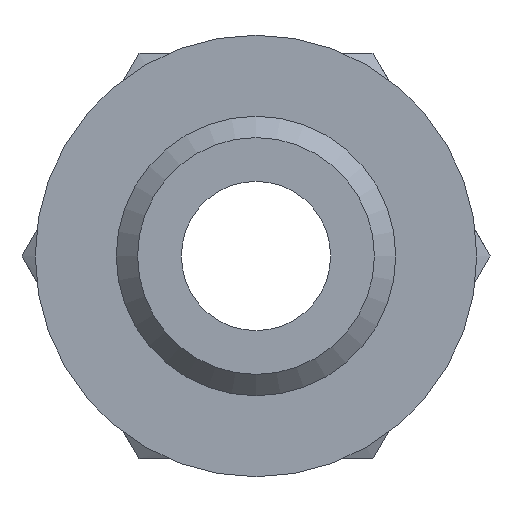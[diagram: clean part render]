
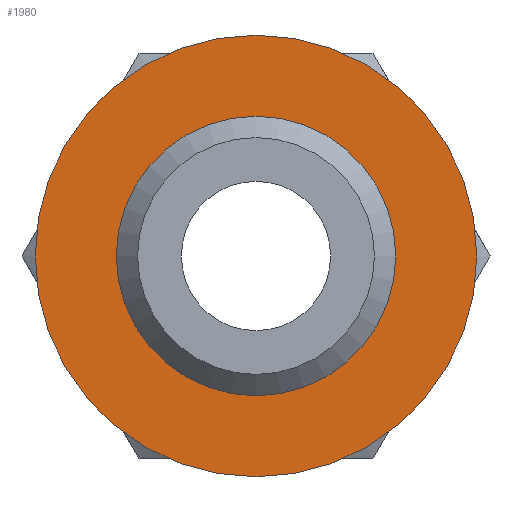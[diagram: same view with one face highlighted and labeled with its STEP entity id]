
A CAD part, front view. The second image highlights one B-rep face of the part: STEP entity #1980.
In plain terms, the highlighted planar face has unit normal (0, -1, 0).
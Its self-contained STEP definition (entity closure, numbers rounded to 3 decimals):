
#369=FACE_BOUND('',#632,.T.);
#493=FACE_OUTER_BOUND('',#631,.T.);
#631=EDGE_LOOP('',(#1787));
#632=EDGE_LOOP('',(#1788));
#746=CIRCLE('',#2290,10.35);
#747=CIRCLE('',#2292,6.55);
#924=VERTEX_POINT('',#3634);
#925=VERTEX_POINT('',#3638);
#1211=EDGE_CURVE('',#924,#924,#746,.T.);
#1213=EDGE_CURVE('',#925,#925,#747,.T.);
#1787=ORIENTED_EDGE('',*,*,#1211,.T.);
#1788=ORIENTED_EDGE('',*,*,#1213,.F.);
#1848=PLANE('',#2291);
#1980=ADVANCED_FACE('',(#493,#369),#1848,.T.);
#2290=AXIS2_PLACEMENT_3D('',#3635,#2857,#2858);
#2291=AXIS2_PLACEMENT_3D('',#3637,#2860,#2861);
#2292=AXIS2_PLACEMENT_3D('',#3639,#2862,#2863);
#2857=DIRECTION('center_axis',(0.,-1.,0.));
#2858=DIRECTION('ref_axis',(1.,0.,0.));
#2860=DIRECTION('center_axis',(0.,-1.,0.));
#2861=DIRECTION('ref_axis',(0.,0.,-1.));
#2862=DIRECTION('center_axis',(0.,-1.,0.));
#2863=DIRECTION('ref_axis',(1.,0.,0.));
#3634=CARTESIAN_POINT('',(-10.35,10.,0.));
#3635=CARTESIAN_POINT('Origin',(0.,10.,0.));
#3637=CARTESIAN_POINT('Origin',(8.45,10.,0.));
#3638=CARTESIAN_POINT('',(-6.55,10.,0.));
#3639=CARTESIAN_POINT('Origin',(0.,10.,0.));
